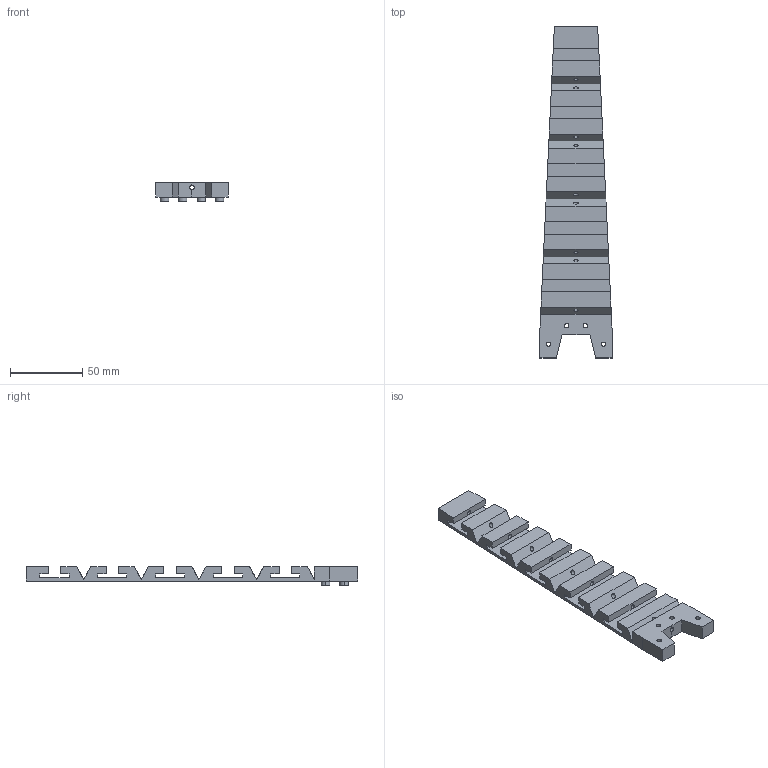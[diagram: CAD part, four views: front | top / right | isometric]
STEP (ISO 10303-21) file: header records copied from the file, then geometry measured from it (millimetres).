
FILE_DESCRIPTION(('CATIA V5 STEP Exchange'),'2;1');
FILE_NAME('tentaculo_trenaterrizaje.stp','2018-11-22T10:26:48+00:00',('none'),('none'),'CATIA Version 5 Release 20 SP 1 (IN-10)','CATIA V5 STEP AP203','none');
FILE_SCHEMA(('CONFIG_CONTROL_DESIGN'));
Length unit declared in the file: millimetre
Products named in the file (1): part2
Bounding box: 50 x 230 x 13 mm (x, y, z)
Volume: 61858.2 mm3; surface area: 34123.5 mm2
Topology: 1 solids, 1 shells, 110 faces, 319 edges, 212 vertices
Faces by surface type: plane 72, cylinder 38
Entity records: 3810 total; most frequent: CARTESIAN_POINT 1055, ORIENTED_EDGE 638, DIRECTION 411, EDGE_CURVE 319, VECTOR 239, LINE 239, VERTEX_POINT 212, EDGE_LOOP 143
